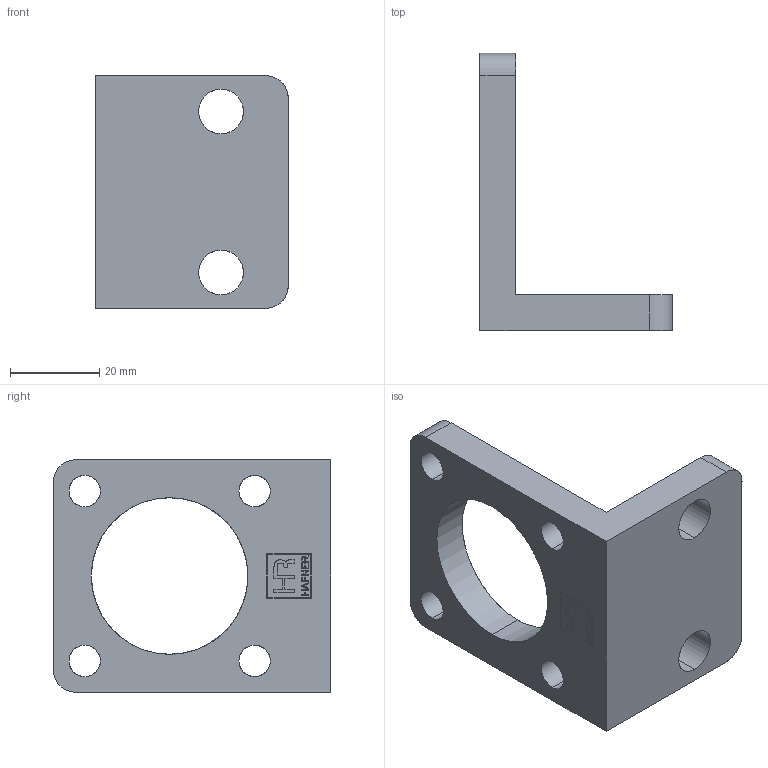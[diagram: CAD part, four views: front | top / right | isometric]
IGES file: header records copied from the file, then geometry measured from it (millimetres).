
Start section: SolidWorks IGES file using analytic representation for surfaces
Global section: file name: EM_I_LPW_040.IGS; native system: SolidWorks 2013; preprocessor: SolidWorks 2013; author: technolog3; date: 141008.113425; units: millimetre
Bounding box: 43 x 62 x 52 mm (x, y, z)
Surface area: 11908.7 mm2 (no closed solid volume)
Topology: 0 solids, 0 shells, 143 faces, 1460 edges, 1460 vertices
Faces by surface type: bspline 125, revolution 18
